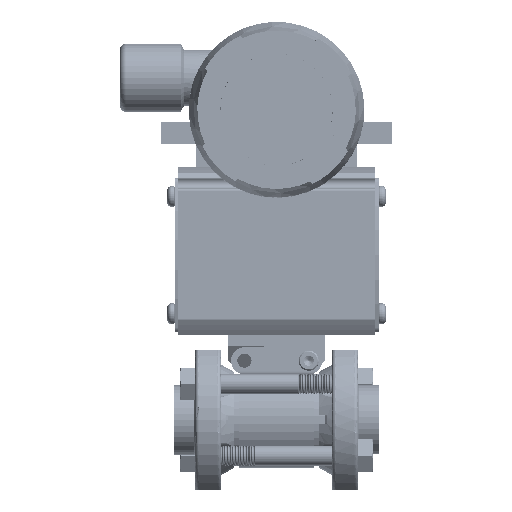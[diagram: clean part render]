
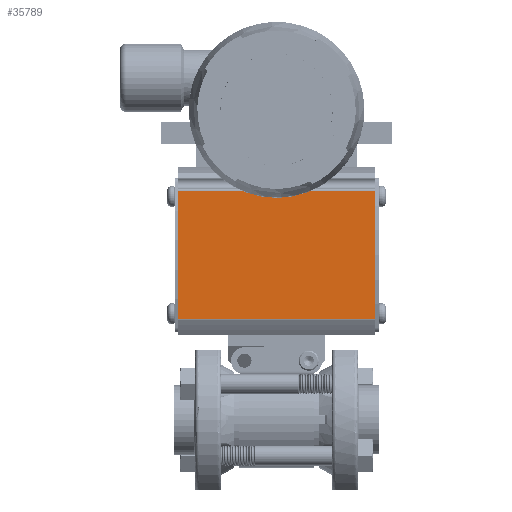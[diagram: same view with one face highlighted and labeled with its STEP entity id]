
A CAD part, top view. The second image highlights one B-rep face of the part: STEP entity #35789.
In plain terms, the highlighted planar face has unit normal (0, 0, 1).
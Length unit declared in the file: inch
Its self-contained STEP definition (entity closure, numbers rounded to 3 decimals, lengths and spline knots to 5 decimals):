
#5918 = CARTESIAN_POINT ( 'NONE',  ( 1.5275, 3.56213, 1.17 ) ) ;
#22806 = CARTESIAN_POINT ( 'NONE',  ( 1.5275, 3.5694, 1.17 ) ) ;
#22962 = VERTEX_POINT ( 'NONE', #5918 ) ;
#25019 = AXIS2_PLACEMENT_3D ( 'NONE', #59413, #216758, #112145 ) ;
#31644 = EDGE_CURVE ( 'NONE', #166504, #126132, #123296, .T. ) ;
#35789 = ADVANCED_FACE ( 'NONE', ( #114357 ), #164112, .F. ) ;
#54700 = CARTESIAN_POINT ( 'NONE',  ( -1.5275, 1.56787, 1.17 ) ) ;
#59413 = CARTESIAN_POINT ( 'NONE',  ( -5.04033, 3.5694, 1.17 ) ) ;
#70176 = CARTESIAN_POINT ( 'NONE',  ( 1.5275, 1.56787, 1.17 ) ) ;
#92329 = EDGE_LOOP ( 'NONE', ( #192660, #217591, #133688, #121974 ) ) ;
#96043 = VECTOR ( 'NONE', #206629, 39.37008 ) ;
#112145 = DIRECTION ( 'NONE',  ( 0., -1., 0. ) ) ;
#112561 = LINE ( 'NONE', #136426, #96043 ) ;
#114357 = FACE_OUTER_BOUND ( 'NONE', #92329, .T. ) ;
#114972 = LINE ( 'NONE', #142198, #207913 ) ;
#117903 = EDGE_CURVE ( 'NONE', #22962, #126132, #199547, .T. ) ;
#121974 = ORIENTED_EDGE ( 'NONE', *, *, #31644, .T. ) ;
#123296 = LINE ( 'NONE', #128751, #139738 ) ;
#126132 = VERTEX_POINT ( 'NONE', #70176 ) ;
#128751 = CARTESIAN_POINT ( 'NONE',  ( -5.04033, 1.56787, 1.17 ) ) ;
#133688 = ORIENTED_EDGE ( 'NONE', *, *, #145011, .F. ) ;
#136426 = CARTESIAN_POINT ( 'NONE',  ( -1.5275, 3.5694, 1.17 ) ) ;
#139738 = VECTOR ( 'NONE', #146287, 39.37008 ) ;
#142198 = CARTESIAN_POINT ( 'NONE',  ( -5.04033, 3.56213, 1.17 ) ) ;
#145011 = EDGE_CURVE ( 'NONE', #166504, #146243, #112561, .T. ) ;
#146243 = VERTEX_POINT ( 'NONE', #161285 ) ;
#146287 = DIRECTION ( 'NONE',  ( 1., 0., 0. ) ) ;
#153088 = VECTOR ( 'NONE', #197579, 39.37008 ) ;
#161285 = CARTESIAN_POINT ( 'NONE',  ( -1.5275, 3.56213, 1.17 ) ) ;
#164112 = PLANE ( 'NONE',  #25019 ) ;
#166504 = VERTEX_POINT ( 'NONE', #54700 ) ;
#192660 = ORIENTED_EDGE ( 'NONE', *, *, #117903, .F. ) ;
#192902 = EDGE_CURVE ( 'NONE', #22962, #146243, #114972, .T. ) ;
#197579 = DIRECTION ( 'NONE',  ( 0., -1., 0. ) ) ;
#199547 = LINE ( 'NONE', #22806, #153088 ) ;
#206629 = DIRECTION ( 'NONE',  ( 0., 1., 0. ) ) ;
#207913 = VECTOR ( 'NONE', #212480, 39.37008 ) ;
#212480 = DIRECTION ( 'NONE',  ( -1., 0., 0. ) ) ;
#216758 = DIRECTION ( 'NONE',  ( 0., 0., -1. ) ) ;
#217591 = ORIENTED_EDGE ( 'NONE', *, *, #192902, .T. ) ;
